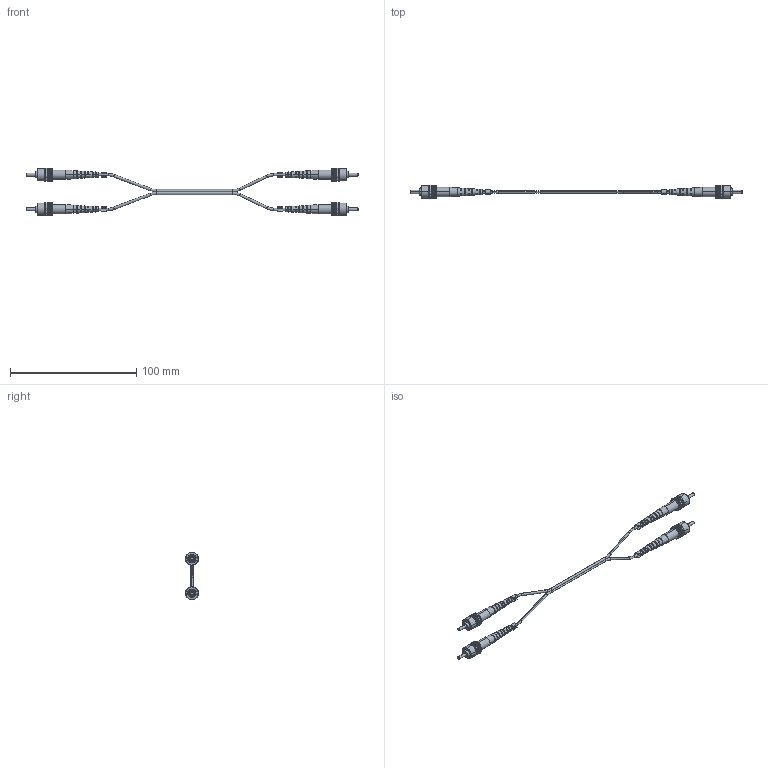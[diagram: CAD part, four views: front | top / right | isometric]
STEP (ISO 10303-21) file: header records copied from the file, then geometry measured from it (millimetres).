
FILE_DESCRIPTION (( 'STEP AP214' ), '1' );
FILE_NAME ('FCA-STST-DPM2Z.step', '2021-09-01T12:54:05', ( '' ), ( '' ), 'SwSTEP 2.0', 'SolidWorks 2021', '' );
FILE_SCHEMA (( 'AUTOMOTIVE_DESIGN' ));
Length unit declared in the file: inch
Products named in the file (8): LBL-C3P-A; 1AF05-007-MA2; 1AF05-007; 1AF05-007-MA1; LBL-C3P-B; 1AF05-007-MA3; FCA-FCFC-DPS1Z-ma1_ORANGE; FCA-STST-DPM2Z
Assembly tree (12 placements, depth 3):
  FCA-STST-DPM2Z
    FCA-FCFC-DPS1Z-ma1_ORANGE
    1AF05-007  x4
      1AF05-007-MA1
      1AF05-007-MA3
      1AF05-007-MA2
    LBL-C3P-A  x2
    LBL-C3P-B  x2
Bounding box: 263.14 x 10.3 x 37.7 mm (x, y, z)
Volume: 7118 mm3; surface area: 13991.9 mm2
Topology: 18 solids, 18 shells, 880 faces, 2518 edges, 1660 vertices
Faces by surface type: plane 680, cylinder 110, cone 48, torus 24, bspline 18
Entity records: 11752 total; most frequent: CARTESIAN_POINT 2425, ORIENTED_EDGE 1520, DIRECTION 1463, EDGE_CURVE 760, AXIS2_PLACEMENT_3D 501, VERTEX_POINT 494, VECTOR 461, LINE 461
